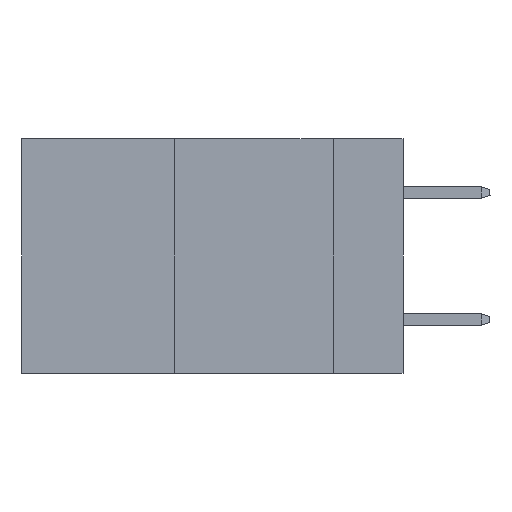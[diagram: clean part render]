
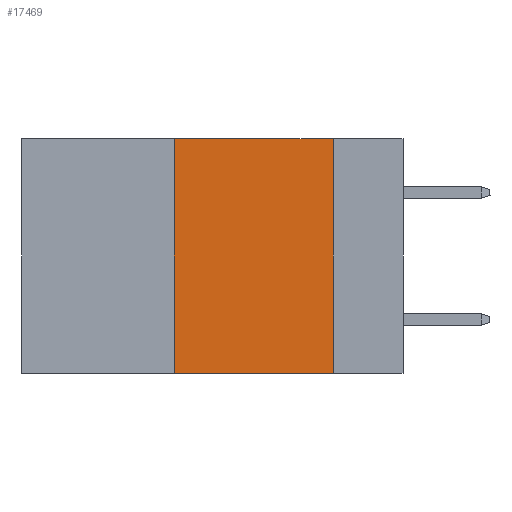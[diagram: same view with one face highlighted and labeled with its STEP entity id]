
A CAD part, left-side view. The second image highlights one B-rep face of the part: STEP entity #17469.
In plain terms, the highlighted planar face has unit normal (-1, 0, 0).
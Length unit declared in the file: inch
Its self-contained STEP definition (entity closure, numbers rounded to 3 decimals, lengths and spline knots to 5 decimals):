
#1716 = DIRECTION ( 'NONE',  ( 0., 0., 1. ) ) ;
#2339 = VECTOR ( 'NONE', #9098, 39.37008 ) ;
#3716 = CARTESIAN_POINT ( 'NONE',  ( 0., 0.6, -0.37 ) ) ;
#4473 = CARTESIAN_POINT ( 'NONE',  ( 0., 0.11, -0.37 ) ) ;
#5283 = EDGE_LOOP ( 'NONE', ( #34476, #23137, #32926, #13052 ) ) ;
#9098 = DIRECTION ( 'NONE',  ( 0., 0., -1. ) ) ;
#10566 = EDGE_CURVE ( 'NONE', #20552, #38545, #25232, .T. ) ;
#12537 = VECTOR ( 'NONE', #29421, 39.37008 ) ;
#12558 = CARTESIAN_POINT ( 'NONE',  ( 0., 0.11, 0. ) ) ;
#12904 = PLANE ( 'NONE',  #28866 ) ;
#13027 = CARTESIAN_POINT ( 'NONE',  ( 0., 0.36, 0. ) ) ;
#13052 = ORIENTED_EDGE ( 'NONE', *, *, #38021, .T. ) ;
#13304 = LINE ( 'NONE', #3716, #12537 ) ;
#13646 = EDGE_CURVE ( 'NONE', #38545, #17721, #15428, .T. ) ;
#15428 = LINE ( 'NONE', #28729, #36304 ) ;
#15944 = CARTESIAN_POINT ( 'NONE',  ( 0., 0.6, 0. ) ) ;
#17469 = ADVANCED_FACE ( 'NONE', ( #32485 ), #12904, .F. ) ;
#17721 = VERTEX_POINT ( 'NONE', #33836 ) ;
#17809 = CARTESIAN_POINT ( 'NONE',  ( 0., 0.36, -0.37 ) ) ;
#20552 = VERTEX_POINT ( 'NONE', #17809 ) ;
#23137 = ORIENTED_EDGE ( 'NONE', *, *, #13646, .F. ) ;
#25232 = LINE ( 'NONE', #38463, #26334 ) ;
#25774 = DIRECTION ( 'NONE',  ( 1., 0., 0. ) ) ;
#26084 = LINE ( 'NONE', #12558, #2339 ) ;
#26334 = VECTOR ( 'NONE', #1716, 39.37008 ) ;
#28729 = CARTESIAN_POINT ( 'NONE',  ( 0., 0.6, 0. ) ) ;
#28866 = AXIS2_PLACEMENT_3D ( 'NONE', #15944, #25774, #35331 ) ;
#28881 = EDGE_CURVE ( 'NONE', #17721, #40507, #26084, .T. ) ;
#29421 = DIRECTION ( 'NONE',  ( 0., -1., 0. ) ) ;
#32485 = FACE_OUTER_BOUND ( 'NONE', #5283, .T. ) ;
#32926 = ORIENTED_EDGE ( 'NONE', *, *, #10566, .F. ) ;
#33836 = CARTESIAN_POINT ( 'NONE',  ( 0., 0.11, 0. ) ) ;
#34476 = ORIENTED_EDGE ( 'NONE', *, *, #28881, .F. ) ;
#35331 = DIRECTION ( 'NONE',  ( 0., 0., -1. ) ) ;
#36304 = VECTOR ( 'NONE', #41952, 39.37008 ) ;
#38021 = EDGE_CURVE ( 'NONE', #20552, #40507, #13304, .T. ) ;
#38463 = CARTESIAN_POINT ( 'NONE',  ( 0., 0.36, 0. ) ) ;
#38545 = VERTEX_POINT ( 'NONE', #13027 ) ;
#40507 = VERTEX_POINT ( 'NONE', #4473 ) ;
#41952 = DIRECTION ( 'NONE',  ( 0., -1., 0. ) ) ;
